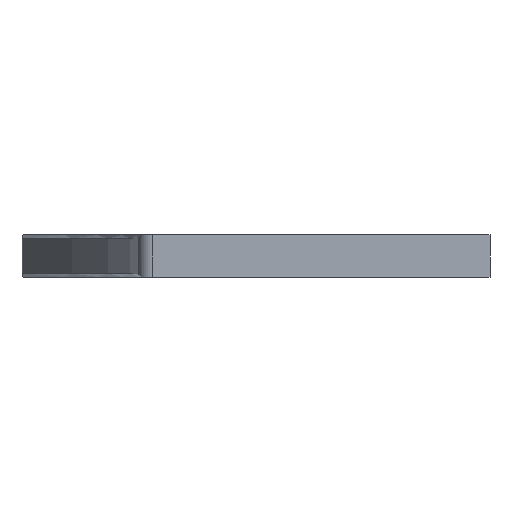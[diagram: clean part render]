
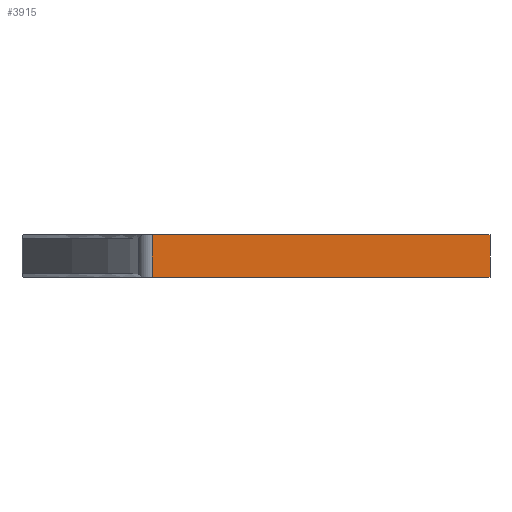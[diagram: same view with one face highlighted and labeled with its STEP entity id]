
A CAD part, front view. The second image highlights one B-rep face of the part: STEP entity #3915.
In plain terms, the highlighted planar face has unit normal (0, -1, 0).
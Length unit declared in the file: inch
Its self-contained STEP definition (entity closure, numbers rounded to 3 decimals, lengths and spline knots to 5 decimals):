
#70 = VERTEX_POINT ( 'NONE', #333 ) ;
#144 = EDGE_CURVE ( 'NONE', #2376, #70, #2581, .T. ) ;
#225 = EDGE_CURVE ( 'NONE', #720, #2376, #1058, .T. ) ;
#333 = CARTESIAN_POINT ( 'NONE',  ( 11.188, 0., 0. ) ) ;
#386 = CARTESIAN_POINT ( 'NONE',  ( 11.188, 0., -0.3735 ) ) ;
#552 = CARTESIAN_POINT ( 'NONE',  ( 11.188, 0., -0.3735 ) ) ;
#573 = CARTESIAN_POINT ( 'NONE',  ( 8.18655, 0., -0.3735 ) ) ;
#625 = CARTESIAN_POINT ( 'NONE',  ( 8.18655, 0., -0.3425 ) ) ;
#720 = VERTEX_POINT ( 'NONE', #573 ) ;
#754 = CARTESIAN_POINT ( 'NONE',  ( 8.0625, 0., -0.3735 ) ) ;
#761 = EDGE_CURVE ( 'NONE', #2932, #70, #3730, .T. ) ;
#1058 = LINE ( 'NONE', #754, #1486 ) ;
#1311 = AXIS2_PLACEMENT_3D ( 'NONE', #3393, #3127, #2861 ) ;
#1361 = VECTOR ( 'NONE', #3321, 39.37008 ) ;
#1420 = EDGE_CURVE ( 'NONE', #2932, #720, #2136, .T. ) ;
#1483 = ORIENTED_EDGE ( 'NONE', *, *, #1420, .T. ) ;
#1486 = VECTOR ( 'NONE', #3188, 39.37008 ) ;
#1700 = ORIENTED_EDGE ( 'NONE', *, *, #761, .F. ) ;
#1900 = CARTESIAN_POINT ( 'NONE',  ( 8.0625, 0., 0. ) ) ;
#2136 = LINE ( 'NONE', #625, #1361 ) ;
#2376 = VERTEX_POINT ( 'NONE', #552 ) ;
#2522 = PLANE ( 'NONE',  #1311 ) ;
#2581 = LINE ( 'NONE', #386, #3417 ) ;
#2840 = FACE_OUTER_BOUND ( 'NONE', #3540, .T. ) ;
#2861 = DIRECTION ( 'NONE',  ( 0., 0., -1. ) ) ;
#2883 = DIRECTION ( 'NONE',  ( 0., 0., 1. ) ) ;
#2932 = VERTEX_POINT ( 'NONE', #2979 ) ;
#2979 = CARTESIAN_POINT ( 'NONE',  ( 8.18655, 0., 0. ) ) ;
#3092 = DIRECTION ( 'NONE',  ( 1., 0., 0. ) ) ;
#3127 = DIRECTION ( 'NONE',  ( 0., -1., 0. ) ) ;
#3188 = DIRECTION ( 'NONE',  ( 1., 0., 0. ) ) ;
#3308 = ORIENTED_EDGE ( 'NONE', *, *, #225, .T. ) ;
#3321 = DIRECTION ( 'NONE',  ( 0., 0., -1. ) ) ;
#3393 = CARTESIAN_POINT ( 'NONE',  ( 8.0625, 0., -0.3735 ) ) ;
#3417 = VECTOR ( 'NONE', #2883, 39.37008 ) ;
#3540 = EDGE_LOOP ( 'NONE', ( #1700, #1483, #3308, #3969 ) ) ;
#3730 = LINE ( 'NONE', #1900, #3922 ) ;
#3915 = ADVANCED_FACE ( 'NONE', ( #2840 ), #2522, .T. ) ;
#3922 = VECTOR ( 'NONE', #3092, 39.37008 ) ;
#3969 = ORIENTED_EDGE ( 'NONE', *, *, #144, .T. ) ;
